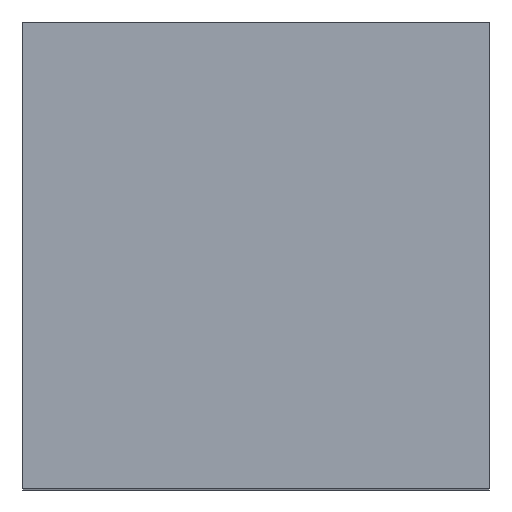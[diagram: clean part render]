
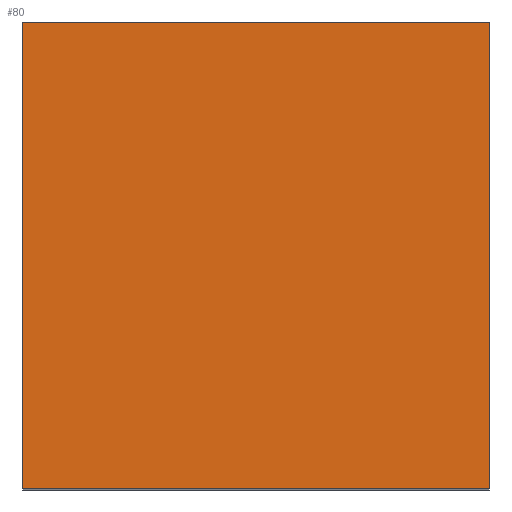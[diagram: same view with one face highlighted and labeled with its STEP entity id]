
A CAD part, top view. The second image highlights one B-rep face of the part: STEP entity #80.
In plain terms, the highlighted planar face has unit normal (0, 0, 1).
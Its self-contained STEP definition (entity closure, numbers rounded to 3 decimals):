
#3 = CARTESIAN_POINT ( 'NONE',  ( -12.25, 24.5, 0. ) ) ;
#5 = LINE ( 'NONE', #122, #87 ) ;
#9 = VERTEX_POINT ( 'NONE', #193 ) ;
#10 = VERTEX_POINT ( 'NONE', #125 ) ;
#15 = VECTOR ( 'NONE', #91, 1000. ) ;
#17 = DIRECTION ( 'NONE',  ( 0., -1., 0. ) ) ;
#26 = PLANE ( 'NONE',  #97 ) ;
#29 = LINE ( 'NONE', #77, #110 ) ;
#38 = ORIENTED_EDGE ( 'NONE', *, *, #200, .T. ) ;
#52 = ORIENTED_EDGE ( 'NONE', *, *, #170, .F. ) ;
#54 = EDGE_CURVE ( 'NONE', #157, #10, #180, .T. ) ;
#60 = DIRECTION ( 'NONE',  ( 1., 0., 0. ) ) ;
#61 = CARTESIAN_POINT ( 'NONE',  ( -12.25, 0., 0. ) ) ;
#62 = DIRECTION ( 'NONE',  ( 0., -1., 0. ) ) ;
#77 = CARTESIAN_POINT ( 'NONE',  ( -12.25, 0., 0. ) ) ;
#80 = ADVANCED_FACE ( 'NONE', ( #102 ), #26, .T. ) ;
#87 = VECTOR ( 'NONE', #62, 1000. ) ;
#91 = DIRECTION ( 'NONE',  ( 1., 0., 0. ) ) ;
#92 = LINE ( 'NONE', #139, #140 ) ;
#97 = AXIS2_PLACEMENT_3D ( 'NONE', #61, #131, #60 ) ;
#102 = FACE_OUTER_BOUND ( 'NONE', #128, .T. ) ;
#110 = VECTOR ( 'NONE', #155, 1000. ) ;
#111 = VERTEX_POINT ( 'NONE', #149 ) ;
#122 = CARTESIAN_POINT ( 'NONE',  ( -12.25, 0., 0. ) ) ;
#125 = CARTESIAN_POINT ( 'NONE',  ( 12.25, 24.5, 0. ) ) ;
#128 = EDGE_LOOP ( 'NONE', ( #144, #52, #161, #38 ) ) ;
#131 = DIRECTION ( 'NONE',  ( 0., 0., 1. ) ) ;
#139 = CARTESIAN_POINT ( 'NONE',  ( 12.25, 0., 0. ) ) ;
#140 = VECTOR ( 'NONE', #17, 1000. ) ;
#144 = ORIENTED_EDGE ( 'NONE', *, *, #159, .T. ) ;
#149 = CARTESIAN_POINT ( 'NONE',  ( 12.25, 0., 0. ) ) ;
#152 = CARTESIAN_POINT ( 'NONE',  ( -12.25, 24.5, 0. ) ) ;
#155 = DIRECTION ( 'NONE',  ( 1., 0., 0. ) ) ;
#157 = VERTEX_POINT ( 'NONE', #3 ) ;
#159 = EDGE_CURVE ( 'NONE', #9, #111, #29, .T. ) ;
#161 = ORIENTED_EDGE ( 'NONE', *, *, #54, .F. ) ;
#170 = EDGE_CURVE ( 'NONE', #10, #111, #92, .T. ) ;
#180 = LINE ( 'NONE', #152, #15 ) ;
#193 = CARTESIAN_POINT ( 'NONE',  ( -12.25, 0., 0. ) ) ;
#200 = EDGE_CURVE ( 'NONE', #157, #9, #5, .T. ) ;
